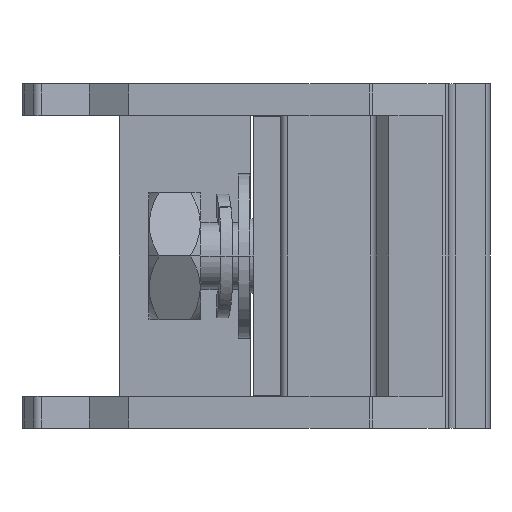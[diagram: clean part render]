
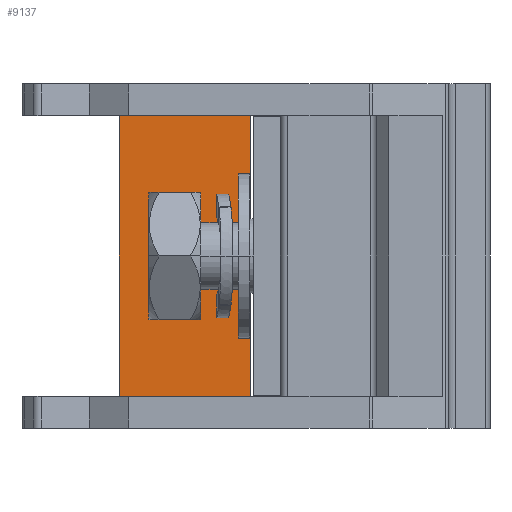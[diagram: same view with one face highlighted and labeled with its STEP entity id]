
A CAD part, left-side view. The second image highlights one B-rep face of the part: STEP entity #9137.
In plain terms, the highlighted planar face has unit normal (-1, 0.018, 0).
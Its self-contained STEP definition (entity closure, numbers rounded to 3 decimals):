
#4300=DIRECTION('',(-0.017,-1.,0.));
#4301=VECTOR('',#4300,17.503);
#4302=CARTESIAN_POINT('',(-4.695,0.,-18.75));
#4303=LINE('',#4302,#4301);
#4553=DIRECTION('',(0.,0.,-1.));
#4554=VECTOR('',#4553,37.5);
#4555=CARTESIAN_POINT('',(-4.695,0.,18.75));
#4556=LINE('',#4555,#4554);
#4699=DIRECTION('',(0.017,1.,0.));
#4700=VECTOR('',#4699,17.503);
#4701=CARTESIAN_POINT('',(-5.,-17.5,18.75));
#4702=LINE('',#4701,#4700);
#5822=DIRECTION('',(0.,0.,-1.));
#5823=VECTOR('',#5822,37.5);
#5824=CARTESIAN_POINT('',(-5.,-17.5,18.75));
#5825=LINE('',#5824,#5823);
#6212=CARTESIAN_POINT('',(-4.695,0.,-18.75));
#6213=VERTEX_POINT('',#6212);
#6214=CARTESIAN_POINT('',(-5.,-17.5,-18.75));
#6215=VERTEX_POINT('',#6214);
#6368=CARTESIAN_POINT('',(-5.,-17.5,18.75));
#6369=VERTEX_POINT('',#6368);
#6370=CARTESIAN_POINT('',(-4.695,0.,18.75));
#6371=VERTEX_POINT('',#6370);
#9126=CARTESIAN_POINT('',(-5.,-17.5,-18.75));
#9127=DIRECTION('',(1.,-0.017,0.));
#9128=DIRECTION('',(0.017,1.,0.));
#9129=AXIS2_PLACEMENT_3D('',#9126,#9127,#9128);
#9130=PLANE('',#9129);
#9131=ORIENTED_EDGE('',*,*,#7063,.F.);
#9132=ORIENTED_EDGE('',*,*,#7340,.F.);
#9133=ORIENTED_EDGE('',*,*,#7459,.F.);
#9134=ORIENTED_EDGE('',*,*,#9119,.T.);
#9135=EDGE_LOOP('',(#9131,#9132,#9133,#9134));
#9136=FACE_OUTER_BOUND('',#9135,.F.);
#9137=ADVANCED_FACE('',(#9136),#9130,.F.);
#7063=EDGE_CURVE('',#6213,#6215,#4303,.T.);
#7340=EDGE_CURVE('',#6371,#6213,#4556,.T.);
#7459=EDGE_CURVE('',#6369,#6371,#4702,.T.);
#9119=EDGE_CURVE('',#6369,#6215,#5825,.T.);
